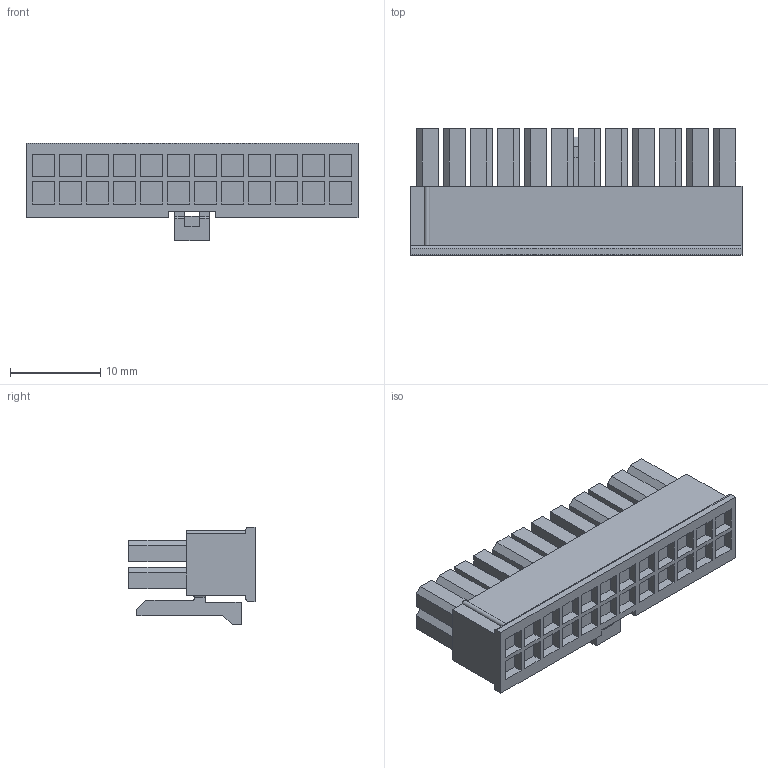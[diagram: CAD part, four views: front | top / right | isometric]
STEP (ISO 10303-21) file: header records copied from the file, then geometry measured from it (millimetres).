
FILE_DESCRIPTION((''),'2;1');
FILE_NAME('430252400','2018-10-10T',('gga'),(''),'PRO/ENGINEER BY PARAMETRIC TECHNOLOGY CORPORATION, 2016010','PRO/ENGINEER BY PARAMETRIC TECHNOLOGY CORPORATION, 2016010','');
FILE_SCHEMA(('CONFIG_CONTROL_DESIGN'));
Length unit declared in the file: millimetre
Products named in the file (1): 430252400
Bounding box: 36.85 x 14 x 10.83 mm (x, y, z)
Volume: 2687.5 mm3; surface area: 3209.9 mm2
Topology: 1 solids, 1 shells, 474 faces, 1200 edges, 800 vertices
Faces by surface type: plane 464, cylinder 10
Entity records: 14026 total; most frequent: CARTESIAN_POINT 2497, ORIENTED_EDGE 2400, DIRECTION 2166, EDGE_CURVE 1200, VECTOR 1180, LINE 1180, VERTEX_POINT 800, EDGE_LOOP 548
